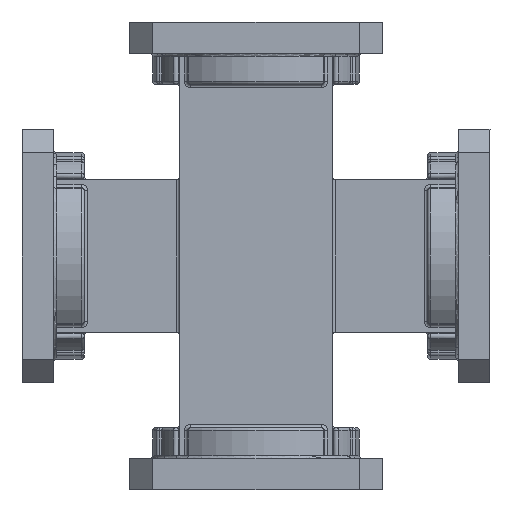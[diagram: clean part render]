
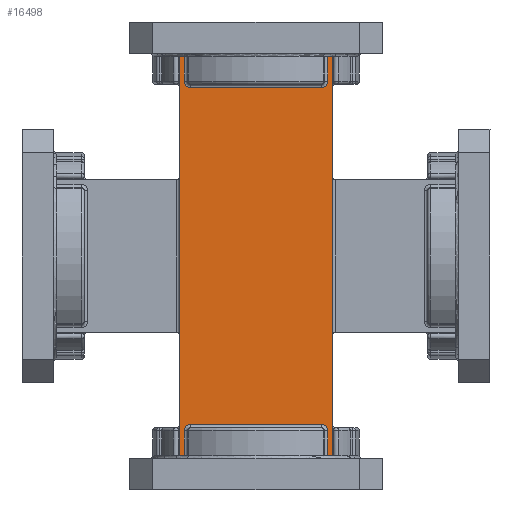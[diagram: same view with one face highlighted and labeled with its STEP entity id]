
A CAD part, front view. The second image highlights one B-rep face of the part: STEP entity #16498.
In plain terms, the highlighted planar face has unit normal (0, -1, 0).
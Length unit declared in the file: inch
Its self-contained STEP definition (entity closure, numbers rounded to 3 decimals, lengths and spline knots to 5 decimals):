
#7 = VERTEX_POINT ( 'NONE', #12660 ) ;
#82 = VERTEX_POINT ( 'NONE', #2141 ) ;
#85 = VECTOR ( 'NONE', #3521, 39.37008 ) ;
#99 = CARTESIAN_POINT ( 'NONE',  ( 0.49, -0.24, -1.28 ) ) ;
#123 = VECTOR ( 'NONE', #5839, 39.37008 ) ;
#178 = VECTOR ( 'NONE', #9857, 39.37008 ) ;
#233 = CARTESIAN_POINT ( 'NONE',  ( 0.42, -0.24, -1.08 ) ) ;
#257 = DIRECTION ( 'NONE',  ( -1., 0., 0. ) ) ;
#338 = ORIENTED_EDGE ( 'NONE', *, *, #16442, .T. ) ;
#595 = LINE ( 'NONE', #3554, #17285 ) ;
#616 = VERTEX_POINT ( 'NONE', #15217 ) ;
#630 = EDGE_CURVE ( 'NONE', #2046, #16281, #595, .T. ) ;
#674 = FACE_OUTER_BOUND ( 'NONE', #6025, .T. ) ;
#679 = DIRECTION ( 'NONE',  ( 0., 0., 1. ) ) ;
#776 = LINE ( 'NONE', #16052, #14715 ) ;
#1042 = AXIS2_PLACEMENT_3D ( 'NONE', #11533, #10436, #2641 ) ;
#1148 = CARTESIAN_POINT ( 'NONE',  ( -0.49, -0.24, 1.08 ) ) ;
#1240 = CARTESIAN_POINT ( 'NONE',  ( 0.46, -0.24, 1.1 ) ) ;
#1274 = DIRECTION ( 'NONE',  ( 0., 0., 1. ) ) ;
#1390 = CARTESIAN_POINT ( 'NONE',  ( -0.42, -0.24, 1.12 ) ) ;
#1395 = ORIENTED_EDGE ( 'NONE', *, *, #14511, .T. ) ;
#1482 = EDGE_CURVE ( 'NONE', #7344, #11056, #10273, .T. ) ;
#1542 = VECTOR ( 'NONE', #6257, 39.37008 ) ;
#1568 = VERTEX_POINT ( 'NONE', #9680 ) ;
#1577 = ORIENTED_EDGE ( 'NONE', *, *, #4977, .T. ) ;
#1696 = CARTESIAN_POINT ( 'NONE',  ( 0.42, -0.24, 1.12 ) ) ;
#1754 = LINE ( 'NONE', #10617, #5570 ) ;
#2046 = VERTEX_POINT ( 'NONE', #10542 ) ;
#2054 = CARTESIAN_POINT ( 'NONE',  ( 0.44, -0.24, 1.28 ) ) ;
#2141 = CARTESIAN_POINT ( 'NONE',  ( -0.42, -0.24, -1.08 ) ) ;
#2163 = DIRECTION ( 'NONE',  ( 0., 1., 0. ) ) ;
#2371 = CIRCLE ( 'NONE', #6295, 0.04 ) ;
#2612 = DIRECTION ( 'NONE',  ( -1., 0., 0. ) ) ;
#2641 = DIRECTION ( 'NONE',  ( 0., 0., -1. ) ) ;
#2676 = CARTESIAN_POINT ( 'NONE',  ( -0.46, -0.24, 1.28 ) ) ;
#2891 = VERTEX_POINT ( 'NONE', #10089 ) ;
#2961 = LINE ( 'NONE', #8460, #7211 ) ;
#3125 = EDGE_CURVE ( 'NONE', #2891, #10196, #1754, .T. ) ;
#3231 = ORIENTED_EDGE ( 'NONE', *, *, #3695, .T. ) ;
#3314 = VERTEX_POINT ( 'NONE', #12308 ) ;
#3397 = PLANE ( 'NONE',  #6402 ) ;
#3521 = DIRECTION ( 'NONE',  ( -1., 0., 0. ) ) ;
#3554 = CARTESIAN_POINT ( 'NONE',  ( -0.49, -0.24, 1.5 ) ) ;
#3695 = EDGE_CURVE ( 'NONE', #4136, #616, #14168, .T. ) ;
#3777 = LINE ( 'NONE', #14367, #178 ) ;
#3894 = CARTESIAN_POINT ( 'NONE',  ( -0.46, -0.24, -1.12 ) ) ;
#4016 = EDGE_CURVE ( 'NONE', #10196, #3314, #12282, .T. ) ;
#4136 = VERTEX_POINT ( 'NONE', #14831 ) ;
#4303 = EDGE_CURVE ( 'NONE', #8764, #16281, #2961, .T. ) ;
#4452 = CARTESIAN_POINT ( 'NONE',  ( 0.46, -0.24, 1.28 ) ) ;
#4529 = ORIENTED_EDGE ( 'NONE', *, *, #10283, .F. ) ;
#4791 = DIRECTION ( 'NONE',  ( 0., 1., 0. ) ) ;
#4977 = EDGE_CURVE ( 'NONE', #9833, #6840, #9285, .T. ) ;
#4985 = ORIENTED_EDGE ( 'NONE', *, *, #3125, .F. ) ;
#5077 = DIRECTION ( 'NONE',  ( -1., 0., 0. ) ) ;
#5105 = VECTOR ( 'NONE', #5077, 39.37008 ) ;
#5232 = VECTOR ( 'NONE', #17288, 39.37008 ) ;
#5260 = CARTESIAN_POINT ( 'NONE',  ( 0.44, -0.24, -1.28 ) ) ;
#5547 = EDGE_CURVE ( 'NONE', #3314, #6840, #3777, .T. ) ;
#5570 = VECTOR ( 'NONE', #16324, 39.37008 ) ;
#5839 = DIRECTION ( 'NONE',  ( 0., 0., -1. ) ) ;
#5892 = CARTESIAN_POINT ( 'NONE',  ( -0.46, -0.24, -1.28 ) ) ;
#6025 = EDGE_LOOP ( 'NONE', ( #4529, #16200, #10215, #3231, #1395, #14147, #9016, #10526, #15981, #14676, #1577, #15379, #9998, #4985, #338, #17331 ) ) ;
#6086 = CARTESIAN_POINT ( 'NONE',  ( -0.49, -0.24, 1.5 ) ) ;
#6156 = DIRECTION ( 'NONE',  ( 0., 0., -1. ) ) ;
#6257 = DIRECTION ( 'NONE',  ( -1., 0., 0. ) ) ;
#6295 = AXIS2_PLACEMENT_3D ( 'NONE', #1696, #7154, #11491 ) ;
#6402 = AXIS2_PLACEMENT_3D ( 'NONE', #6086, #2163, #679 ) ;
#6840 = VERTEX_POINT ( 'NONE', #16212 ) ;
#6930 = EDGE_CURVE ( 'NONE', #15146, #8764, #16390, .T. ) ;
#7154 = DIRECTION ( 'NONE',  ( 0., -1., 0. ) ) ;
#7211 = VECTOR ( 'NONE', #257, 39.37008 ) ;
#7344 = VERTEX_POINT ( 'NONE', #4452 ) ;
#7348 = AXIS2_PLACEMENT_3D ( 'NONE', #11450, #4791, #6156 ) ;
#7727 = CARTESIAN_POINT ( 'NONE',  ( -0.46, -0.24, -1.28 ) ) ;
#8193 = EDGE_CURVE ( 'NONE', #4136, #7, #15941, .T. ) ;
#8198 = LINE ( 'NONE', #1148, #9262 ) ;
#8460 = CARTESIAN_POINT ( 'NONE',  ( -0.49, -0.24, -1.28 ) ) ;
#8752 = CIRCLE ( 'NONE', #1042, 0.04 ) ;
#8764 = VERTEX_POINT ( 'NONE', #7727 ) ;
#8906 = LINE ( 'NONE', #2054, #1542 ) ;
#8950 = EDGE_CURVE ( 'NONE', #15146, #82, #8752, .T. ) ;
#9016 = ORIENTED_EDGE ( 'NONE', *, *, #4303, .F. ) ;
#9119 = VECTOR ( 'NONE', #16300, 39.37008 ) ;
#9262 = VECTOR ( 'NONE', #14712, 39.37008 ) ;
#9285 = CIRCLE ( 'NONE', #7348, 0.04 ) ;
#9680 = CARTESIAN_POINT ( 'NONE',  ( 0.42, -0.24, 1.08 ) ) ;
#9833 = VERTEX_POINT ( 'NONE', #233 ) ;
#9857 = DIRECTION ( 'NONE',  ( 0., 0., 1. ) ) ;
#9998 = ORIENTED_EDGE ( 'NONE', *, *, #4016, .F. ) ;
#10089 = CARTESIAN_POINT ( 'NONE',  ( 0.49, -0.24, 1.28 ) ) ;
#10196 = VERTEX_POINT ( 'NONE', #99 ) ;
#10215 = ORIENTED_EDGE ( 'NONE', *, *, #8193, .F. ) ;
#10273 = LINE ( 'NONE', #1240, #5232 ) ;
#10283 = EDGE_CURVE ( 'NONE', #1568, #11056, #2371, .T. ) ;
#10436 = DIRECTION ( 'NONE',  ( 0., 1., 0. ) ) ;
#10526 = ORIENTED_EDGE ( 'NONE', *, *, #6930, .F. ) ;
#10542 = CARTESIAN_POINT ( 'NONE',  ( -0.49, -0.24, 1.28 ) ) ;
#10617 = CARTESIAN_POINT ( 'NONE',  ( 0.49, -0.24, 1.5 ) ) ;
#11056 = VERTEX_POINT ( 'NONE', #14409 ) ;
#11450 = CARTESIAN_POINT ( 'NONE',  ( 0.42, -0.24, -1.12 ) ) ;
#11491 = DIRECTION ( 'NONE',  ( 0., 0., 1. ) ) ;
#11533 = CARTESIAN_POINT ( 'NONE',  ( -0.42, -0.24, -1.12 ) ) ;
#12282 = LINE ( 'NONE', #5260, #5105 ) ;
#12308 = CARTESIAN_POINT ( 'NONE',  ( 0.46, -0.24, -1.28 ) ) ;
#12660 = CARTESIAN_POINT ( 'NONE',  ( -0.42, -0.24, 1.08 ) ) ;
#12768 = LINE ( 'NONE', #16906, #85 ) ;
#12993 = DIRECTION ( 'NONE',  ( 0., 0., -1. ) ) ;
#13310 = DIRECTION ( 'NONE',  ( 0., -1., 0. ) ) ;
#13596 = EDGE_CURVE ( 'NONE', #1568, #7, #8198, .T. ) ;
#13925 = CARTESIAN_POINT ( 'NONE',  ( -0.49, -0.24, -1.28 ) ) ;
#14147 = ORIENTED_EDGE ( 'NONE', *, *, #630, .T. ) ;
#14168 = LINE ( 'NONE', #2676, #9119 ) ;
#14367 = CARTESIAN_POINT ( 'NONE',  ( 0.46, -0.24, -1.1 ) ) ;
#14409 = CARTESIAN_POINT ( 'NONE',  ( 0.46, -0.24, 1.12 ) ) ;
#14511 = EDGE_CURVE ( 'NONE', #616, #2046, #776, .T. ) ;
#14676 = ORIENTED_EDGE ( 'NONE', *, *, #15467, .F. ) ;
#14712 = DIRECTION ( 'NONE',  ( -1., 0., 0. ) ) ;
#14715 = VECTOR ( 'NONE', #2612, 39.37008 ) ;
#14831 = CARTESIAN_POINT ( 'NONE',  ( -0.46, -0.24, 1.12 ) ) ;
#15146 = VERTEX_POINT ( 'NONE', #3894 ) ;
#15217 = CARTESIAN_POINT ( 'NONE',  ( -0.46, -0.24, 1.28 ) ) ;
#15368 = AXIS2_PLACEMENT_3D ( 'NONE', #1390, #13310, #1274 ) ;
#15379 = ORIENTED_EDGE ( 'NONE', *, *, #5547, .F. ) ;
#15467 = EDGE_CURVE ( 'NONE', #9833, #82, #12768, .T. ) ;
#15941 = CIRCLE ( 'NONE', #15368, 0.04 ) ;
#15981 = ORIENTED_EDGE ( 'NONE', *, *, #8950, .T. ) ;
#16052 = CARTESIAN_POINT ( 'NONE',  ( -0.49, -0.24, 1.28 ) ) ;
#16200 = ORIENTED_EDGE ( 'NONE', *, *, #13596, .T. ) ;
#16212 = CARTESIAN_POINT ( 'NONE',  ( 0.46, -0.24, -1.12 ) ) ;
#16281 = VERTEX_POINT ( 'NONE', #13925 ) ;
#16300 = DIRECTION ( 'NONE',  ( 0., 0., 1. ) ) ;
#16324 = DIRECTION ( 'NONE',  ( 0., 0., -1. ) ) ;
#16390 = LINE ( 'NONE', #5892, #123 ) ;
#16442 = EDGE_CURVE ( 'NONE', #2891, #7344, #8906, .T. ) ;
#16498 = ADVANCED_FACE ( 'NONE', ( #674 ), #3397, .F. ) ;
#16906 = CARTESIAN_POINT ( 'NONE',  ( -0.49, -0.24, -1.08 ) ) ;
#17285 = VECTOR ( 'NONE', #12993, 39.37008 ) ;
#17288 = DIRECTION ( 'NONE',  ( 0., 0., -1. ) ) ;
#17331 = ORIENTED_EDGE ( 'NONE', *, *, #1482, .T. ) ;
